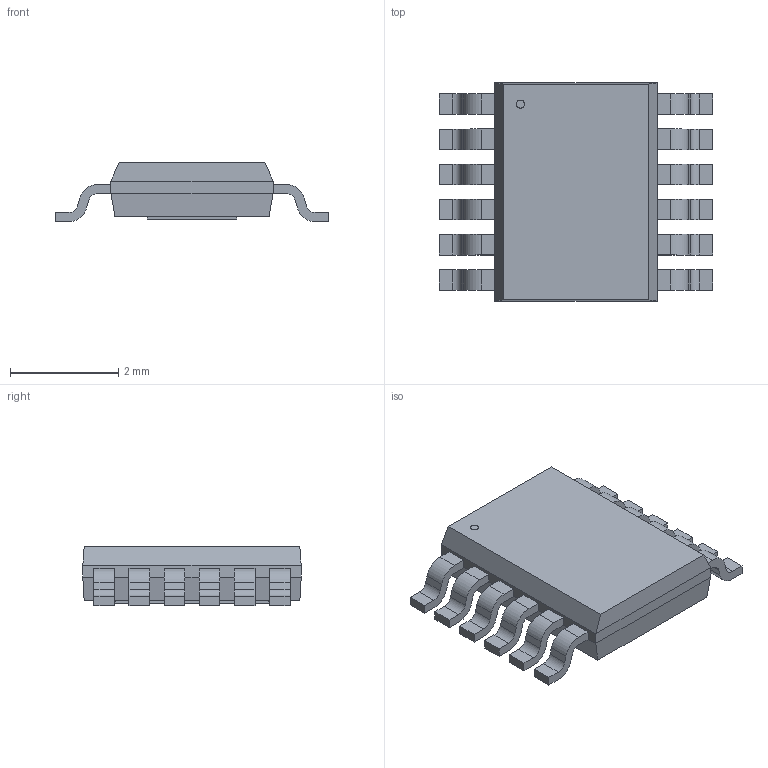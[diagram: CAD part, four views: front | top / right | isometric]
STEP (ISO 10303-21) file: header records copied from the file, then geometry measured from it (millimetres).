
FILE_DESCRIPTION(('STEP AP214'),'1');
FILE_NAME('MSOP12_MSE','2019-09-22T18:14:01',(''),(''),'','','');
FILE_SCHEMA(('AUTOMOTIVE_DESIGN'));
Length unit declared in the file: millimetre
Products named in the file (1): product
Bounding box: 5.05 x 4.04 x 1.1 mm (x, y, z)
Volume: 0 mm3; surface area: 65.1 mm2
Topology: 1 solids, 189 shells, 191 faces, 947 edges, 946 vertices
Faces by surface type: plane 142, cylinder 49
Full cylindrical faces by diameter (mm): 0.15 x1
Entity records: 10492 total; most frequent: CARTESIAN_POINT 2085, VERTEX_POINT 1890, DIRECTION 1526, ORIENTED_EDGE 948, EDGE_CURVE 946, LINE 752, VECTOR 752, AXIS2_PLACEMENT_3D 387
